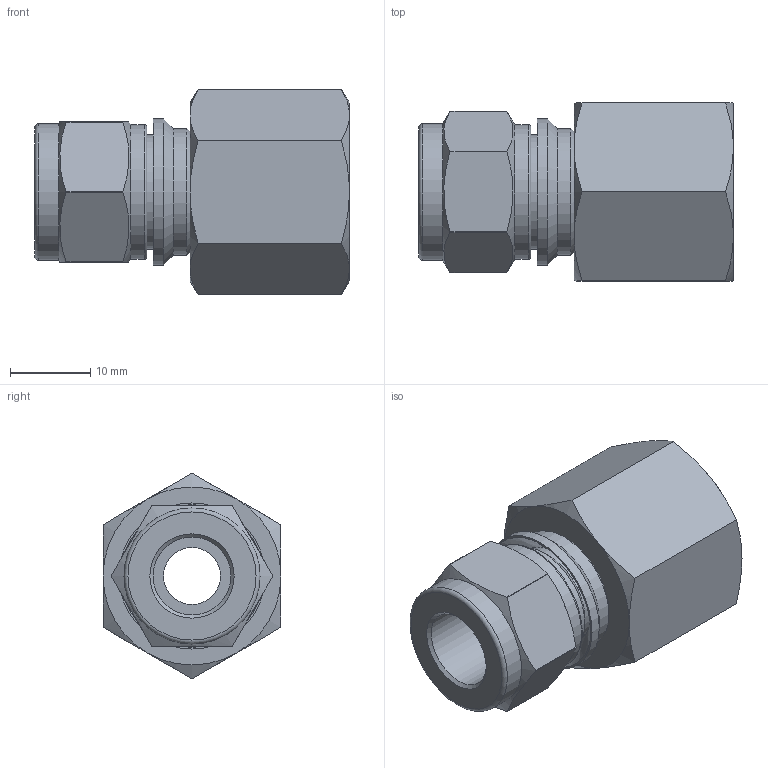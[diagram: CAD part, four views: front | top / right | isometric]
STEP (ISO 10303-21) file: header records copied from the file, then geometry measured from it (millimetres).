
FILE_DESCRIPTION(/* description */ (''),/* implementation_level */ '2;1');
FILE_NAME(/* name */ 'SFCI-6-6N.stp',/* time_stamp */ '2022-04-28T14:36:22+09:00',/* author */ ('user'),/* organization */ (''),/* preprocessor_version */ 'ST-DEVELOPER v18.1',/* originating_system */ 'Autodesk Inventor 2022',/* authorisation */ '');
FILE_SCHEMA (('AUTOMOTIVE_DESIGN { 1 0 10303 214 3 1 1 }'));
Length unit declared in the file: millimetre
Products named in the file (1): SFC-6-6N
Bounding box: 39.31 x 22.22 x 25.66 mm (x, y, z)
Volume: 8601.9 mm3; surface area: 5347.7 mm2
Topology: 1 solids, 1 shells, 60 faces, 133 edges, 80 vertices
Faces by surface type: cone 23, plane 19, cylinder 16, torus 2
Full cylindrical faces by diameter (mm): 7.112 x1, 9.73 x1, 12.5 x1, 13.05 x1, 14.28 x1, 14.317 x1, 15.8 x1, 16.8 x1, 17 x1, 18.25 x1
Entity records: 1656 total; most frequent: CARTESIAN_POINT 346, DIRECTION 277, ORIENTED_EDGE 266, EDGE_CURVE 133, AXIS2_PLACEMENT_3D 119, VERTEX_POINT 80, EDGE_LOOP 67, FACE_OUTER_BOUND 60
